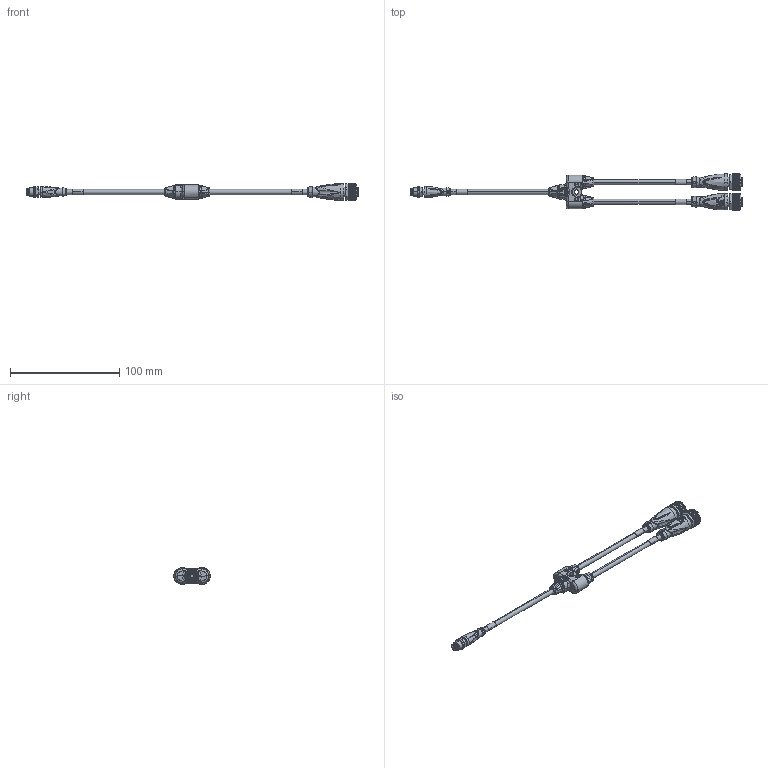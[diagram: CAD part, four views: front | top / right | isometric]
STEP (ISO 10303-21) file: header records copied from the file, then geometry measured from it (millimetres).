
FILE_DESCRIPTION((''),'2;1');
FILE_NAME('CAD-8780_SW0001','2023-08-21T13:56:16',('creinig-se'),(''),'CREO PARAMETRIC BY PTC INC, 2022284','CREO PARAMETRIC BY PTC INC, 2022284','');
FILE_SCHEMA(('CONFIG_CONTROL_DESIGN','SHAPE_APPEARANCE_LAYERS_GROUPS'));
Products named in the file (1): CAD-8780_SW0001
Bounding box: 304.4 x 33.38 x 15.4 mm (x, y, z)
Volume: 25982.1 mm3; surface area: 15961 mm2
Topology: 5 solids, 5 shells, 2782 faces, 7135 edges, 4448 vertices
Faces by surface type: plane 1122, cylinder 557, bspline 487, torus 430, cone 150, extrusion 24, sphere 12
Entity records: 149199 total; most frequent: CARTESIAN_POINT 66106, ORIENTED_EDGE 14246, DIRECTION 11962, EDGE_CURVE 7123, VERTEX_POINT 4448, AXIS2_PLACEMENT_3D 4409, VECTOR 3144, LINE 3120
